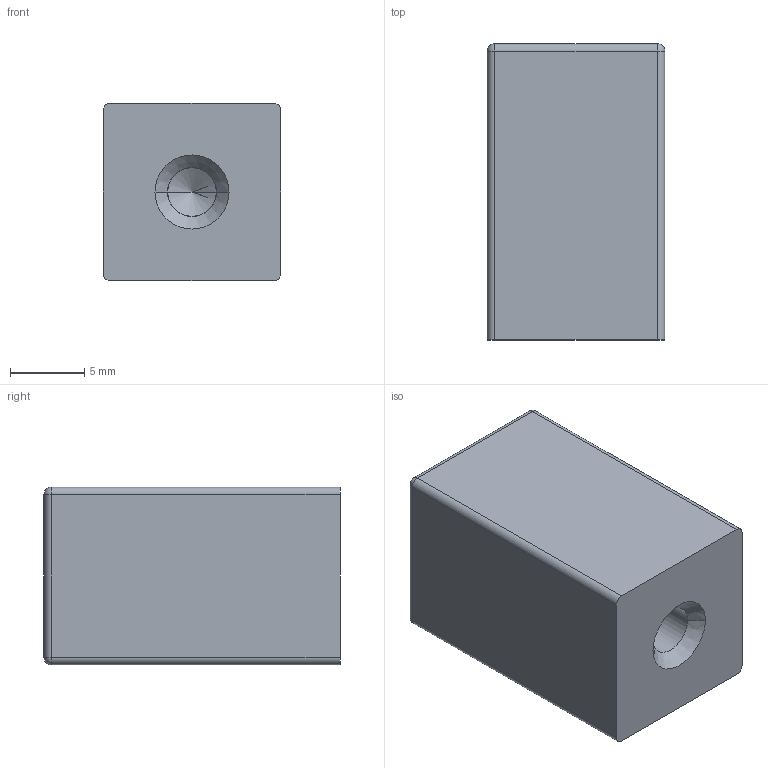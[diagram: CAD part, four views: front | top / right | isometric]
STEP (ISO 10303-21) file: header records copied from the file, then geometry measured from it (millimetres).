
FILE_DESCRIPTION(('Creo Elements/Direct Modeling STEP Export'),'2;1');
FILE_NAME('2384-12.stp','2022-01-26T11:14:17',(''),(''),'Creo Elements/Direct Modeling STEP processor for AP214 (Solid Model)','Creo Elements/Direct Modeling 20.0 12-Nov-2016 (C) Parametric Technology GmbH','');
FILE_SCHEMA(('AUTOMOTIVE_DESIGN { 1 0 10303 214 1 1 1 1 }'));
Length unit declared in the file: millimetre
Products named in the file (1): AL-9928
Bounding box: 12 x 20 x 12 mm (x, y, z)
Volume: 2781 mm3; surface area: 1320.7 mm2
Topology: 1 solids, 1 shells, 27 faces, 60 edges, 31 vertices
Faces by surface type: cylinder 12, plane 7, cone 4, sphere 4
Entity records: 843 total; most frequent: DIRECTION 126, CARTESIAN_POINT 108, ORIENTED_EDGE 108, EDGE_CURVE 54, AXIS2_PLACEMENT_3D 49, VERTEX_POINT 31, EDGE_LOOP 29, VECTOR 28
